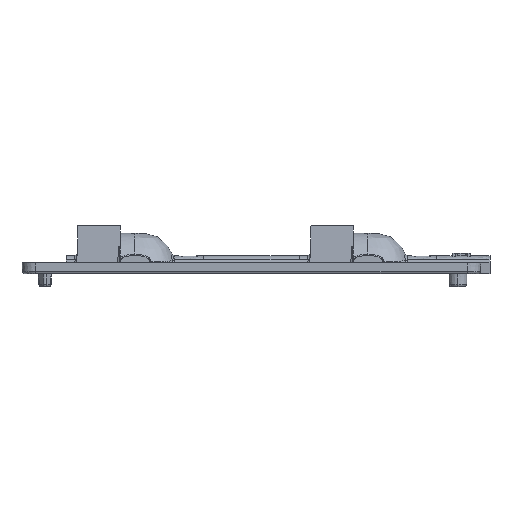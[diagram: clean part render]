
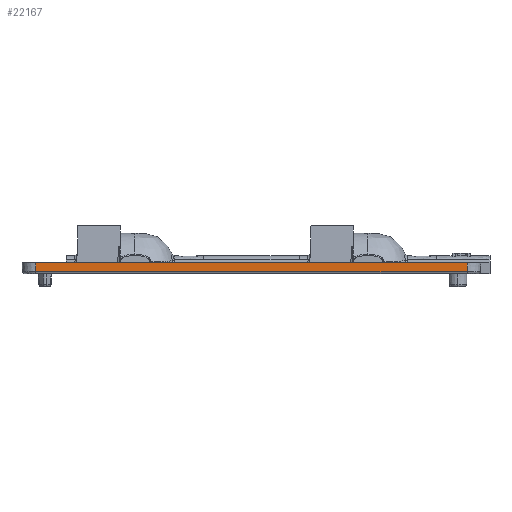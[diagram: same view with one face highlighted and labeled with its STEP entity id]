
A CAD part, left-side view. The second image highlights one B-rep face of the part: STEP entity #22167.
In plain terms, the highlighted planar face has unit normal (-0.999, 0, -0.035).
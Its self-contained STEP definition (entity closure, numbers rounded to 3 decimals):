
#316 = DIRECTION ( 'NONE',  ( 0., -1., 0. ) ) ;
#1867 = CARTESIAN_POINT ( 'NONE',  ( -25., 25., 1.2 ) ) ;
#1909 = CARTESIAN_POINT ( 'NONE',  ( -25., 23.5, 1.2 ) ) ;
#2246 = ORIENTED_EDGE ( 'NONE', *, *, #22753, .T. ) ;
#3701 = DIRECTION ( 'NONE',  ( -0.035, 0., 0.999 ) ) ;
#5002 = VERTEX_POINT ( 'NONE', #14164 ) ;
#5987 = DIRECTION ( 'NONE',  ( -0.999, 0., -0.035 ) ) ;
#7701 = LINE ( 'NONE', #10541, #18541 ) ;
#9406 = ORIENTED_EDGE ( 'NONE', *, *, #14473, .F. ) ;
#9739 = CARTESIAN_POINT ( 'NONE',  ( -25., -23.5, 1.2 ) ) ;
#10541 = CARTESIAN_POINT ( 'NONE',  ( -24.967, -23.5, 0.241 ) ) ;
#10910 = VERTEX_POINT ( 'NONE', #15707 ) ;
#11669 = AXIS2_PLACEMENT_3D ( 'NONE', #1867, #5987, #20144 ) ;
#13152 = VECTOR ( 'NONE', #3701, 1000. ) ;
#13785 = VECTOR ( 'NONE', #20269, 1000. ) ;
#14146 = VERTEX_POINT ( 'NONE', #25553 ) ;
#14164 = CARTESIAN_POINT ( 'NONE',  ( -25., 23.5, 1.2 ) ) ;
#14377 = CARTESIAN_POINT ( 'NONE',  ( -25., 25., 1.2 ) ) ;
#14473 = EDGE_CURVE ( 'NONE', #5002, #14146, #24985, .T. ) ;
#14638 = CARTESIAN_POINT ( 'NONE',  ( -24.967, -23.5, 0.241 ) ) ;
#15707 = CARTESIAN_POINT ( 'NONE',  ( -24.967, 23.5, 0.241 ) ) ;
#17245 = LINE ( 'NONE', #9739, #13152 ) ;
#18348 = DIRECTION ( 'NONE',  ( 0., -1., 0. ) ) ;
#18541 = VECTOR ( 'NONE', #316, 1000. ) ;
#18849 = FACE_OUTER_BOUND ( 'NONE', #20520, .T. ) ;
#19076 = ORIENTED_EDGE ( 'NONE', *, *, #22638, .T. ) ;
#19629 = VECTOR ( 'NONE', #18348, 1000. ) ;
#19779 = LINE ( 'NONE', #1909, #13785 ) ;
#20144 = DIRECTION ( 'NONE',  ( -0.035, 0., 0.999 ) ) ;
#20269 = DIRECTION ( 'NONE',  ( 0.035, 0., -0.999 ) ) ;
#20288 = VERTEX_POINT ( 'NONE', #14638 ) ;
#20520 = EDGE_LOOP ( 'NONE', ( #19076, #25020, #2246, #9406 ) ) ;
#22081 = PLANE ( 'NONE',  #11669 ) ;
#22167 = ADVANCED_FACE ( 'NONE', ( #18849 ), #22081, .T. ) ;
#22638 = EDGE_CURVE ( 'NONE', #5002, #10910, #19779, .T. ) ;
#22685 = EDGE_CURVE ( 'NONE', #10910, #20288, #7701, .T. ) ;
#22753 = EDGE_CURVE ( 'NONE', #20288, #14146, #17245, .T. ) ;
#24985 = LINE ( 'NONE', #14377, #19629 ) ;
#25020 = ORIENTED_EDGE ( 'NONE', *, *, #22685, .T. ) ;
#25553 = CARTESIAN_POINT ( 'NONE',  ( -25., -23.5, 1.2 ) ) ;
